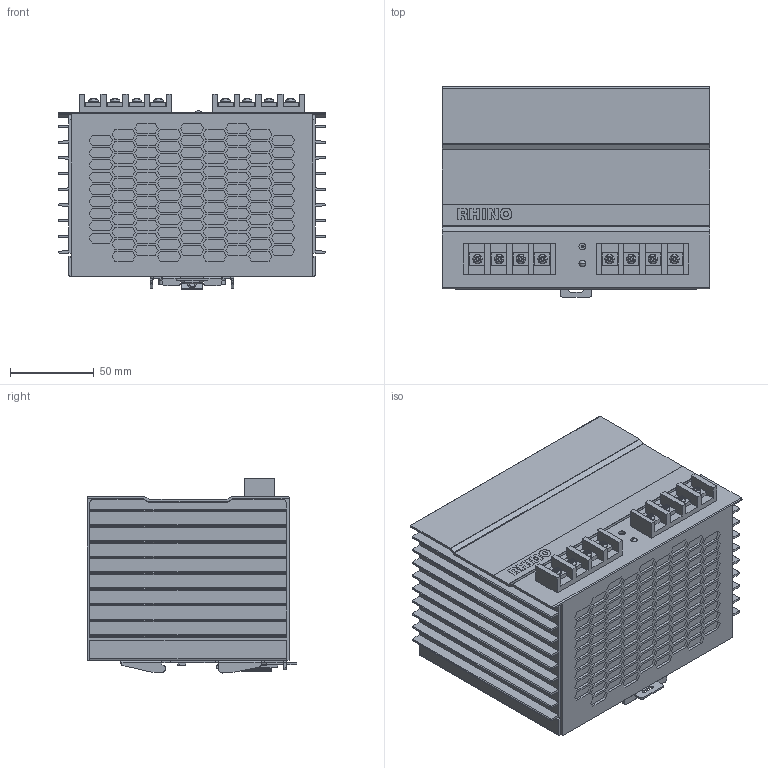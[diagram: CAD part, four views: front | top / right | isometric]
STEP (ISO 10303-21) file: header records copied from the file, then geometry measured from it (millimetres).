
FILE_DESCRIPTION (( 'STEP AP203' ), '1' );
FILE_NAME ('PSB24-480-3.STEP', '2011-10-11T14:18:50', ( '.adc' ), ( '' ), 'SwSTEP 2.0', 'SolidWorks 2011', '' );
FILE_SCHEMA (( 'CONFIG_CONTROL_DESIGN' ));
Length unit declared in the file: inch
Products named in the file (1): PSB24-480-3
Bounding box: 160.02 x 125.63 x 117.14 mm (x, y, z)
Volume: 1658646.4 mm3; surface area: 221744.2 mm2
Topology: 1 solids, 1 shells, 2012 faces, 5877 edges, 3886 vertices
Faces by surface type: plane 1788, cylinder 135, cone 44, bspline 23, torus 20, sphere 2
Entity records: 70992 total; most frequent: CARTESIAN_POINT 17121, ORIENTED_EDGE 11744, DIRECTION 9965, EDGE_CURVE 5872, LINE 5253, VECTOR 5253, VERTEX_POINT 3883, EDGE_LOOP 2453
